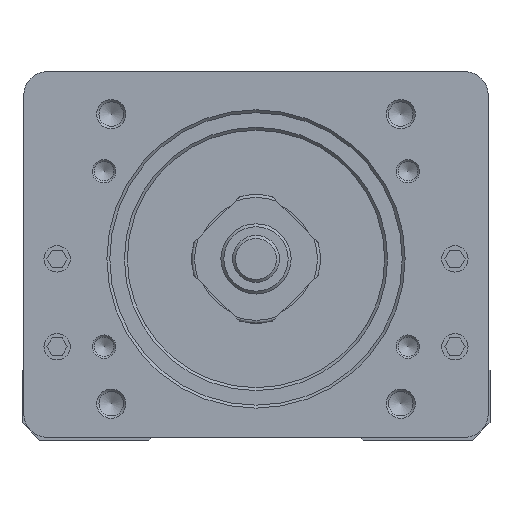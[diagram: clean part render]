
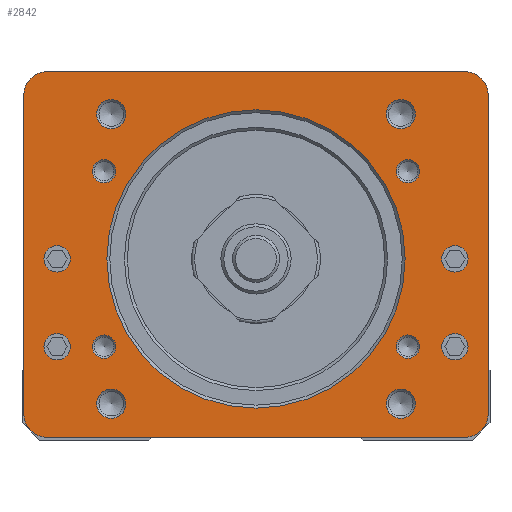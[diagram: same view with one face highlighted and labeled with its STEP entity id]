
A CAD part, front view. The second image highlights one B-rep face of the part: STEP entity #2842.
In plain terms, the highlighted planar face has unit normal (0, -1, 0).
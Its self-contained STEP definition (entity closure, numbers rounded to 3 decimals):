
#1085=FACE_BOUND('',#6400,.T.);
#1086=FACE_BOUND('',#6401,.T.);
#1087=FACE_BOUND('',#6402,.T.);
#1088=FACE_BOUND('',#6403,.T.);
#1089=FACE_BOUND('',#6404,.T.);
#1090=FACE_BOUND('',#6405,.T.);
#1091=FACE_BOUND('',#6406,.T.);
#1092=FACE_BOUND('',#6407,.T.);
#1093=FACE_BOUND('',#6408,.T.);
#1094=FACE_BOUND('',#6409,.T.);
#1095=FACE_BOUND('',#6410,.T.);
#1096=FACE_BOUND('',#6411,.T.);
#1097=FACE_BOUND('',#6412,.T.);
#1098=FACE_BOUND('',#6413,.T.);
#1925=CIRCLE('',#25491,4.);
#1926=CIRCLE('',#25493,4.);
#1928=CIRCLE('',#25496,4.);
#1930=CIRCLE('',#25500,4.);
#1931=CIRCLE('',#25502,25.5);
#1932=CIRCLE('',#25503,2.5);
#1933=CIRCLE('',#25504,2.5);
#1934=CIRCLE('',#25505,2.5);
#1935=CIRCLE('',#25506,2.5);
#1936=CIRCLE('',#25507,2.);
#1937=CIRCLE('',#25508,2.);
#1938=CIRCLE('',#25509,2.);
#1939=CIRCLE('',#25510,2.);
#1940=CIRCLE('',#25511,2.25);
#1941=CIRCLE('',#25512,2.25);
#1942=CIRCLE('',#25513,2.25);
#1943=CIRCLE('',#25514,2.25);
#2842=ADVANCED_FACE('',(#1085,#1086,#1087,#1088,#1089,#1090,#1091,#1092,
#1093,#1094,#1095,#1096,#1097,#1098),#4132,.T.);
#4132=PLANE('',#25515);
#6400=EDGE_LOOP('',(#10060));
#6401=EDGE_LOOP('',(#10061));
#6402=EDGE_LOOP('',(#10062));
#6403=EDGE_LOOP('',(#10063));
#6404=EDGE_LOOP('',(#10064));
#6405=EDGE_LOOP('',(#10065));
#6406=EDGE_LOOP('',(#10066));
#6407=EDGE_LOOP('',(#10067));
#6408=EDGE_LOOP('',(#10068));
#6409=EDGE_LOOP('',(#10069));
#6410=EDGE_LOOP('',(#10070));
#6411=EDGE_LOOP('',(#10071));
#6412=EDGE_LOOP('',(#10072));
#6413=EDGE_LOOP('',(#10073,#10074,#10075,#10076,#10077,#10078,#10079,#10080));
#10060=ORIENTED_EDGE('',*,*,#17968,.T.);
#10061=ORIENTED_EDGE('',*,*,#17969,.T.);
#10062=ORIENTED_EDGE('',*,*,#17970,.T.);
#10063=ORIENTED_EDGE('',*,*,#17971,.T.);
#10064=ORIENTED_EDGE('',*,*,#17972,.T.);
#10065=ORIENTED_EDGE('',*,*,#17973,.T.);
#10066=ORIENTED_EDGE('',*,*,#17974,.T.);
#10067=ORIENTED_EDGE('',*,*,#17975,.T.);
#10068=ORIENTED_EDGE('',*,*,#17976,.T.);
#10069=ORIENTED_EDGE('',*,*,#17977,.T.);
#10070=ORIENTED_EDGE('',*,*,#17978,.T.);
#10071=ORIENTED_EDGE('',*,*,#17979,.T.);
#10072=ORIENTED_EDGE('',*,*,#17980,.T.);
#10073=ORIENTED_EDGE('',*,*,#17952,.T.);
#10074=ORIENTED_EDGE('',*,*,#17589,.T.);
#10075=ORIENTED_EDGE('',*,*,#17953,.T.);
#10076=ORIENTED_EDGE('',*,*,#17926,.T.);
#10077=ORIENTED_EDGE('',*,*,#17956,.T.);
#10078=ORIENTED_EDGE('',*,*,#17963,.T.);
#10079=ORIENTED_EDGE('',*,*,#17967,.T.);
#10080=ORIENTED_EDGE('',*,*,#17916,.T.);
#14977=VERTEX_POINT('',#35982);
#14978=VERTEX_POINT('',#35984);
#15257=VERTEX_POINT('',#36855);
#15258=VERTEX_POINT('',#36857);
#15265=VERTEX_POINT('',#36875);
#15266=VERTEX_POINT('',#36877);
#15287=VERTEX_POINT('',#36932);
#15293=VERTEX_POINT('',#36946);
#15294=VERTEX_POINT('',#36955);
#15295=VERTEX_POINT('',#36957);
#15296=VERTEX_POINT('',#36959);
#15297=VERTEX_POINT('',#36961);
#15298=VERTEX_POINT('',#36963);
#15299=VERTEX_POINT('',#36965);
#15300=VERTEX_POINT('',#36967);
#15301=VERTEX_POINT('',#36969);
#15302=VERTEX_POINT('',#36971);
#15303=VERTEX_POINT('',#36973);
#15304=VERTEX_POINT('',#36975);
#15305=VERTEX_POINT('',#36977);
#15306=VERTEX_POINT('',#36979);
#17589=EDGE_CURVE('',#14978,#14977,#20689,.T.);
#17916=EDGE_CURVE('',#15258,#15257,#20894,.T.);
#17926=EDGE_CURVE('',#15266,#15265,#20903,.T.);
#17952=EDGE_CURVE('',#15257,#14978,#1925,.T.);
#17953=EDGE_CURVE('',#14977,#15266,#1926,.T.);
#17956=EDGE_CURVE('',#15265,#15287,#1928,.T.);
#17963=EDGE_CURVE('',#15287,#15293,#20924,.T.);
#17967=EDGE_CURVE('',#15293,#15258,#1930,.T.);
#17968=EDGE_CURVE('',#15294,#15294,#1931,.T.);
#17969=EDGE_CURVE('',#15295,#15295,#1932,.T.);
#17970=EDGE_CURVE('',#15296,#15296,#1933,.T.);
#17971=EDGE_CURVE('',#15297,#15297,#1934,.T.);
#17972=EDGE_CURVE('',#15298,#15298,#1935,.T.);
#17973=EDGE_CURVE('',#15299,#15299,#1936,.T.);
#17974=EDGE_CURVE('',#15300,#15300,#1937,.T.);
#17975=EDGE_CURVE('',#15301,#15301,#1938,.T.);
#17976=EDGE_CURVE('',#15302,#15302,#1939,.T.);
#17977=EDGE_CURVE('',#15303,#15303,#1940,.T.);
#17978=EDGE_CURVE('',#15304,#15304,#1941,.T.);
#17979=EDGE_CURVE('',#15305,#15305,#1942,.T.);
#17980=EDGE_CURVE('',#15306,#15306,#1943,.T.);
#20689=LINE('',#35983,#23084);
#20894=LINE('',#36856,#23289);
#20903=LINE('',#36876,#23298);
#20924=LINE('',#36947,#23319);
#23084=VECTOR('',#28730,1.);
#23289=VECTOR('',#29263,1.);
#23298=VECTOR('',#29278,1.);
#23319=VECTOR('',#29343,1.);
#25491=AXIS2_PLACEMENT_3D('',#36925,#29322,#29323);
#25493=AXIS2_PLACEMENT_3D('',#36927,#29326,#29327);
#25496=AXIS2_PLACEMENT_3D('',#36933,#29333,#29334);
#25500=AXIS2_PLACEMENT_3D('',#36952,#29350,#29351);
#25502=AXIS2_PLACEMENT_3D('',#36954,#29354,#29355);
#25503=AXIS2_PLACEMENT_3D('',#36956,#29356,#29357);
#25504=AXIS2_PLACEMENT_3D('',#36958,#29358,#29359);
#25505=AXIS2_PLACEMENT_3D('',#36960,#29360,#29361);
#25506=AXIS2_PLACEMENT_3D('',#36962,#29362,#29363);
#25507=AXIS2_PLACEMENT_3D('',#36964,#29364,#29365);
#25508=AXIS2_PLACEMENT_3D('',#36966,#29366,#29367);
#25509=AXIS2_PLACEMENT_3D('',#36968,#29368,#29369);
#25510=AXIS2_PLACEMENT_3D('',#36970,#29370,#29371);
#25511=AXIS2_PLACEMENT_3D('',#36972,#29372,#29373);
#25512=AXIS2_PLACEMENT_3D('',#36974,#29374,#29375);
#25513=AXIS2_PLACEMENT_3D('',#36976,#29376,#29377);
#25514=AXIS2_PLACEMENT_3D('',#36978,#29378,#29379);
#25515=AXIS2_PLACEMENT_3D('',#36980,#29380,#29381);
#28730=DIRECTION('',(1.,0.,0.));
#29263=DIRECTION('',(0.,0.,-1.));
#29278=DIRECTION('',(0.,0.,1.));
#29322=DIRECTION('',(0.,-1.,0.));
#29323=DIRECTION('',(1.,0.,0.));
#29326=DIRECTION('',(0.,-1.,0.));
#29327=DIRECTION('',(1.,0.,0.));
#29333=DIRECTION('',(0.,-1.,0.));
#29334=DIRECTION('',(1.,0.,0.));
#29343=DIRECTION('',(-1.,0.,0.));
#29350=DIRECTION('',(0.,-1.,0.));
#29351=DIRECTION('',(1.,0.,0.));
#29354=DIRECTION('',(0.,1.,0.));
#29355=DIRECTION('',(0.,0.,-1.));
#29356=DIRECTION('',(0.,1.,0.));
#29357=DIRECTION('',(0.,0.,-1.));
#29358=DIRECTION('',(0.,1.,0.));
#29359=DIRECTION('',(0.,0.,-1.));
#29360=DIRECTION('',(0.,1.,0.));
#29361=DIRECTION('',(0.,0.,-1.));
#29362=DIRECTION('',(0.,1.,0.));
#29363=DIRECTION('',(0.,0.,-1.));
#29364=DIRECTION('',(0.,1.,0.));
#29365=DIRECTION('',(0.,0.,-1.));
#29366=DIRECTION('',(0.,1.,0.));
#29367=DIRECTION('',(0.,0.,-1.));
#29368=DIRECTION('',(0.,1.,0.));
#29369=DIRECTION('',(0.,0.,-1.));
#29370=DIRECTION('',(0.,1.,0.));
#29371=DIRECTION('',(0.,0.,-1.));
#29372=DIRECTION('',(0.,1.,0.));
#29373=DIRECTION('',(0.,0.,-1.));
#29374=DIRECTION('',(0.,1.,0.));
#29375=DIRECTION('',(0.,0.,-1.));
#29376=DIRECTION('',(0.,1.,0.));
#29377=DIRECTION('',(0.,0.,-1.));
#29378=DIRECTION('',(0.,1.,0.));
#29379=DIRECTION('',(0.,0.,-1.));
#29380=DIRECTION('',(0.,-1.,0.));
#29381=DIRECTION('',(0.,0.,1.));
#35982=CARTESIAN_POINT('',(35.7,-243.7,-18.5));
#35983=CARTESIAN_POINT('',(-35.7,-243.7,-18.5));
#35984=CARTESIAN_POINT('',(-35.7,-243.7,-18.5));
#36855=CARTESIAN_POINT('',(-39.7,-243.7,-14.5));
#36856=CARTESIAN_POINT('',(-39.7,-243.7,40.));
#36857=CARTESIAN_POINT('',(-39.7,-243.7,40.));
#36875=CARTESIAN_POINT('',(39.7,-243.7,40.));
#36876=CARTESIAN_POINT('',(39.7,-243.7,-14.5));
#36877=CARTESIAN_POINT('',(39.7,-243.7,-14.5));
#36925=CARTESIAN_POINT('',(-35.7,-243.7,-14.5));
#36927=CARTESIAN_POINT('',(35.7,-243.7,-14.5));
#36932=CARTESIAN_POINT('',(35.7,-243.7,44.));
#36933=CARTESIAN_POINT('',(35.7,-243.7,40.));
#36946=CARTESIAN_POINT('',(-35.7,-243.7,44.));
#36947=CARTESIAN_POINT('',(35.7,-243.7,44.));
#36952=CARTESIAN_POINT('',(-35.7,-243.7,40.));
#36954=CARTESIAN_POINT('',(0.,-243.7,12.));
#36955=CARTESIAN_POINT('',(0.,-243.7,-13.5));
#36956=CARTESIAN_POINT('',(-24.749,-243.7,36.749));
#36957=CARTESIAN_POINT('',(-24.749,-243.7,34.249));
#36958=CARTESIAN_POINT('',(-24.749,-243.7,-12.749));
#36959=CARTESIAN_POINT('',(-24.749,-243.7,-15.249));
#36960=CARTESIAN_POINT('',(24.749,-243.7,-12.749));
#36961=CARTESIAN_POINT('',(24.749,-243.7,-15.249));
#36962=CARTESIAN_POINT('',(24.749,-243.7,36.749));
#36963=CARTESIAN_POINT('',(24.749,-243.7,34.249));
#36964=CARTESIAN_POINT('',(25.981,-243.7,-3.));
#36965=CARTESIAN_POINT('',(25.981,-243.7,-5.));
#36966=CARTESIAN_POINT('',(25.981,-243.7,27.));
#36967=CARTESIAN_POINT('',(25.981,-243.7,25.));
#36968=CARTESIAN_POINT('',(-25.981,-243.7,-3.));
#36969=CARTESIAN_POINT('',(-25.981,-243.7,-5.));
#36970=CARTESIAN_POINT('',(-25.981,-243.7,27.));
#36971=CARTESIAN_POINT('',(-25.981,-243.7,25.));
#36972=CARTESIAN_POINT('',(-34.,-243.7,-3.));
#36973=CARTESIAN_POINT('',(-34.,-243.7,-5.25));
#36974=CARTESIAN_POINT('',(-34.,-243.7,12.));
#36975=CARTESIAN_POINT('',(-34.,-243.7,9.75));
#36976=CARTESIAN_POINT('',(34.,-243.7,-3.));
#36977=CARTESIAN_POINT('',(34.,-243.7,-5.25));
#36978=CARTESIAN_POINT('',(34.,-243.7,12.));
#36979=CARTESIAN_POINT('',(34.,-243.7,9.75));
#36980=CARTESIAN_POINT('',(-35.7,-243.7,-14.5));
